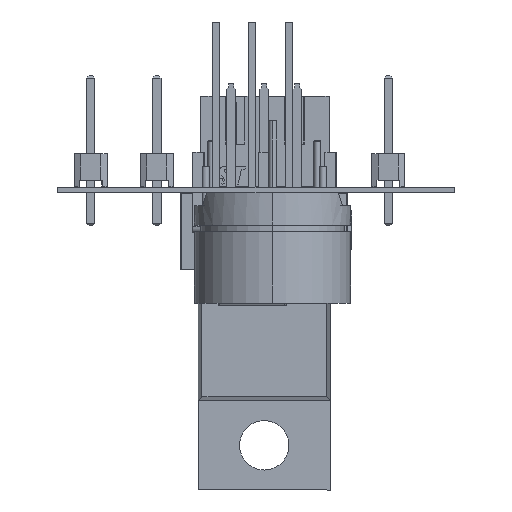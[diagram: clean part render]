
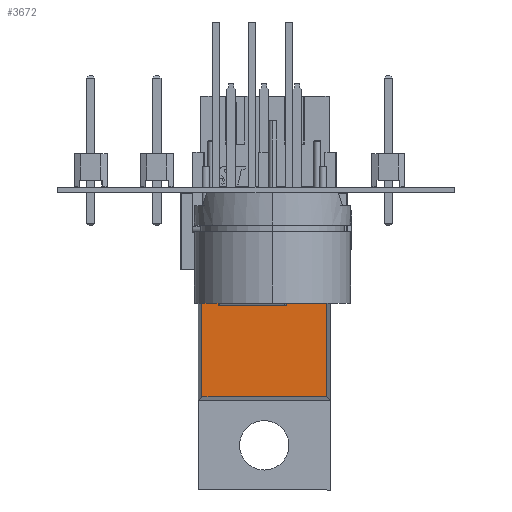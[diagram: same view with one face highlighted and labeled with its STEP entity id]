
A CAD part, front view. The second image highlights one B-rep face of the part: STEP entity #3672.
In plain terms, the highlighted face is planar.
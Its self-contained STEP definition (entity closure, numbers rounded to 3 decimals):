
#3647 = VERTEX_POINT('',#3648);
#3648 = CARTESIAN_POINT('',(-4.787,15.682,1.485));
#3654 = EDGE_CURVE('',#3655,#3647,#3657,.T.);
#3655 = VERTEX_POINT('',#3656);
#3656 = CARTESIAN_POINT('',(4.787,15.682,1.485));
#3657 = LINE('',#3658,#3659);
#3658 = CARTESIAN_POINT('',(5.08,15.682,1.485));
#3659 = VECTOR('',#3660,1.);
#3660 = DIRECTION('',(-1.,0.,0.));
#3672 = ADVANCED_FACE('',(#3673),#3698,.T.);
#3673 = FACE_BOUND('',#3674,.T.);
#3674 = EDGE_LOOP('',(#3675,#3676,#3684,#3692));
#3675 = ORIENTED_EDGE('',*,*,#3654,.T.);
#3676 = ORIENTED_EDGE('',*,*,#3677,.T.);
#3677 = EDGE_CURVE('',#3647,#3678,#3680,.T.);
#3678 = VERTEX_POINT('',#3679);
#3679 = CARTESIAN_POINT('',(-4.787,6.454,1.485));
#3680 = LINE('',#3681,#3682);
#3681 = CARTESIAN_POINT('',(-4.787,6.454,1.485));
#3682 = VECTOR('',#3683,1.);
#3683 = DIRECTION('',(0.,-1.,0.));
#3684 = ORIENTED_EDGE('',*,*,#3685,.F.);
#3685 = EDGE_CURVE('',#3686,#3678,#3688,.T.);
#3686 = VERTEX_POINT('',#3687);
#3687 = CARTESIAN_POINT('',(4.787,6.454,1.485));
#3688 = LINE('',#3689,#3690);
#3689 = CARTESIAN_POINT('',(5.08,6.454,1.485));
#3690 = VECTOR('',#3691,1.);
#3691 = DIRECTION('',(-1.,0.,0.));
#3692 = ORIENTED_EDGE('',*,*,#3693,.T.);
#3693 = EDGE_CURVE('',#3686,#3655,#3694,.T.);
#3694 = LINE('',#3695,#3696);
#3695 = CARTESIAN_POINT('',(4.787,0.,1.485));
#3696 = VECTOR('',#3697,1.);
#3697 = DIRECTION('',(0.,1.,0.));
#3698 = PLANE('',#3699);
#3699 = AXIS2_PLACEMENT_3D('',#3700,#3701,#3702);
#3700 = CARTESIAN_POINT('',(5.08,0.,1.485));
#3701 = DIRECTION('',(0.,0.,1.));
#3702 = DIRECTION('',(1.,0.,0.));
